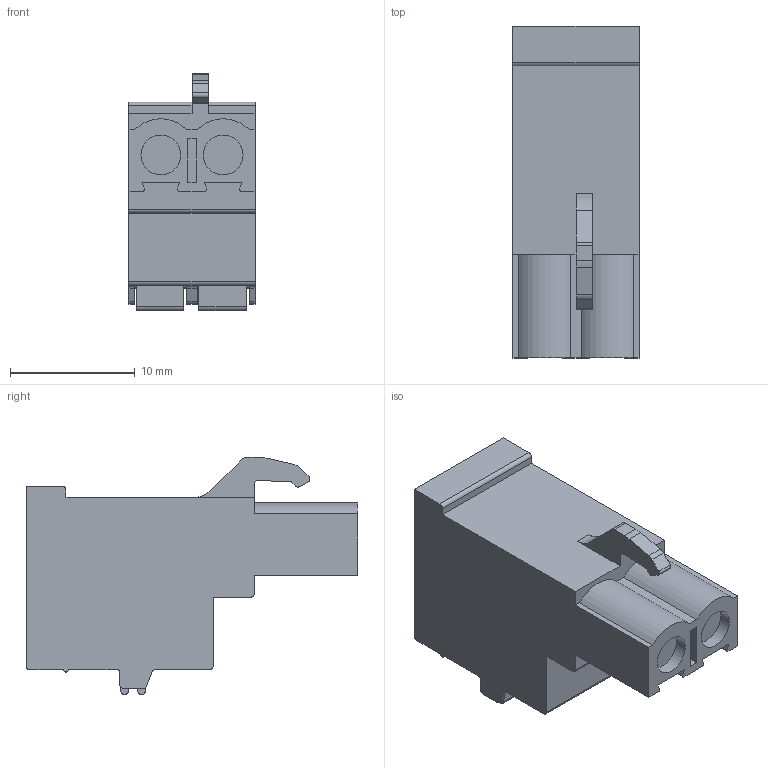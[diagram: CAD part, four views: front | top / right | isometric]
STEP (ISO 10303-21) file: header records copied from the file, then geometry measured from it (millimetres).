
FILE_DESCRIPTION((''),'2;1');
FILE_NAME('TLPS-201R-XXP-X','2024-09-23T11:31:40',('tluser'),(''),'CREO PARAMETRIC BY PTC INC, 2018100','CREO PARAMETRIC BY PTC INC, 2018100','');
FILE_SCHEMA(('CONFIG_CONTROL_DESIGN'));
Length unit declared in the file: millimetre
Products named in the file (1): TLPS-201R-XXP-X
Bounding box: 10.1 x 26.6 x 19 mm (x, y, z)
Volume: 2761.3 mm3; surface area: 1676.4 mm2
Topology: 1 solids, 1 shells, 136 faces, 366 edges, 244 vertices
Faces by surface type: plane 87, cylinder 49
Entity records: 4306 total; most frequent: CARTESIAN_POINT 746, DIRECTION 736, ORIENTED_EDGE 732, EDGE_CURVE 366, VECTOR 268, LINE 268, VERTEX_POINT 244, AXIS2_PLACEMENT_3D 234
